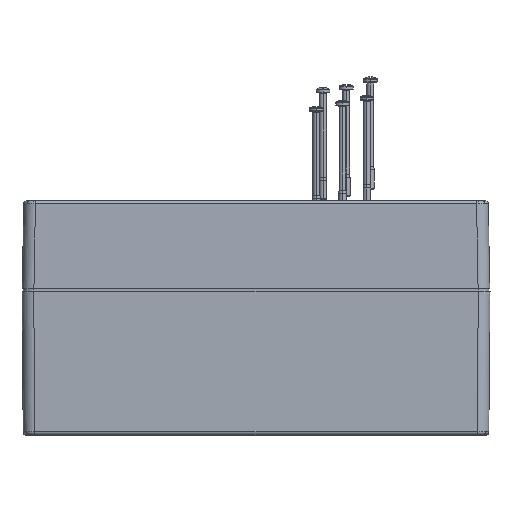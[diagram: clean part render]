
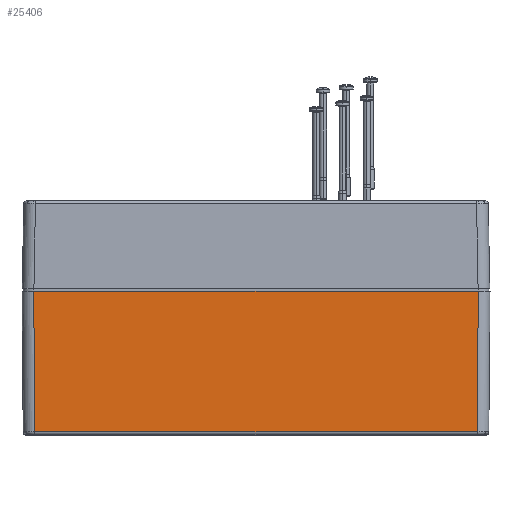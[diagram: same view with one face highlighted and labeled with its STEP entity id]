
A CAD part, top view. The second image highlights one B-rep face of the part: STEP entity #25406.
In plain terms, the highlighted planar face has unit normal (0, -0.009, 1).
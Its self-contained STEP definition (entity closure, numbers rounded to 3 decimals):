
#9029 = CARTESIAN_POINT ( 'NONE',  ( -114.125, -3., 80.125 ) ) ;
#9059 = CARTESIAN_POINT ( 'NONE',  ( 114.125, -3., 80.125 ) ) ;
#9060 = DIRECTION ( 'NONE',  ( -1., 0., 0. ) ) ;
#9061 = VECTOR ( 'NONE', #9060, 1000. ) ;
#9063 = CARTESIAN_POINT ( 'NONE',  ( -120.15, -3., 80.125 ) ) ;
#9064 = LINE ( 'NONE', #9063, #9061 ) ;
#9423 = CARTESIAN_POINT ( 'NONE',  ( 113.514, -75.013, 79.514 ) ) ;
#9515 = DIRECTION ( 'NONE',  ( 0., -1., -0.008 ) ) ;
#9516 = DIRECTION ( 'NONE',  ( 0., -0.008, 1. ) ) ;
#9517 = CARTESIAN_POINT ( 'NONE',  ( -120.15, 0., 80.15 ) ) ;
#9518 = AXIS2_PLACEMENT_3D ( 'NONE', #9517, #9516, #9515 ) ;
#9519 = PLANE ( 'NONE',  #9518 ) ;
#9521 = FACE_OUTER_BOUND ( 'NONE', #25407, .T. ) ;
#9595 = DIRECTION ( 'NONE',  ( 1., 0., 0. ) ) ;
#9596 = VECTOR ( 'NONE', #9595, 1000. ) ;
#9597 = CARTESIAN_POINT ( 'NONE',  ( -120.15, -75.013, 79.514 ) ) ;
#9598 = LINE ( 'NONE', #9597, #9596 ) ;
#9616 = DIRECTION ( 'NONE',  ( 0.008, -1., -0.008 ) ) ;
#9617 = VECTOR ( 'NONE', #9616, 1000. ) ;
#9618 = CARTESIAN_POINT ( 'NONE',  ( -114.151, 0.051, 80.15 ) ) ;
#9619 = LINE ( 'NONE', #9618, #9617 ) ;
#9620 = DIRECTION ( 'NONE',  ( 0.008, 1., 0.008 ) ) ;
#9621 = VECTOR ( 'NONE', #9620, 1000. ) ;
#9622 = CARTESIAN_POINT ( 'NONE',  ( 114.133, -1.987, 80.133 ) ) ;
#9623 = LINE ( 'NONE', #9622, #9621 ) ;
#25101 = VERTEX_POINT ( 'NONE', #9029 ) ;
#25107 = EDGE_CURVE ( 'NONE', #25108, #25101, #9064, .T. ) ;
#25108 = VERTEX_POINT ( 'NONE', #9059 ) ;
#25337 = VERTEX_POINT ( 'NONE', #9423 ) ;
#25406 = ADVANCED_FACE ( 'NONE', ( #9521 ), #9519, .T. ) ;
#25407 = EDGE_LOOP ( 'NONE', ( #25497, #25499, #25500, #25504 ) ) ;
#25448 = EDGE_CURVE ( 'NONE', #47247, #25337, #9598, .T. ) ;
#25497 = ORIENTED_EDGE ( 'NONE', *, *, #25498, .T. ) ;
#25498 = EDGE_CURVE ( 'NONE', #25337, #25108, #9623, .T. ) ;
#25499 = ORIENTED_EDGE ( 'NONE', *, *, #25107, .T. ) ;
#25500 = ORIENTED_EDGE ( 'NONE', *, *, #25502, .T. ) ;
#25502 = EDGE_CURVE ( 'NONE', #25101, #47247, #9619, .T. ) ;
#25504 = ORIENTED_EDGE ( 'NONE', *, *, #25448, .T. ) ;
#47247 = VERTEX_POINT ( 'NONE', #53283 ) ;
#53283 = CARTESIAN_POINT ( 'NONE',  ( -113.514, -75.013, 79.514 ) ) ;
